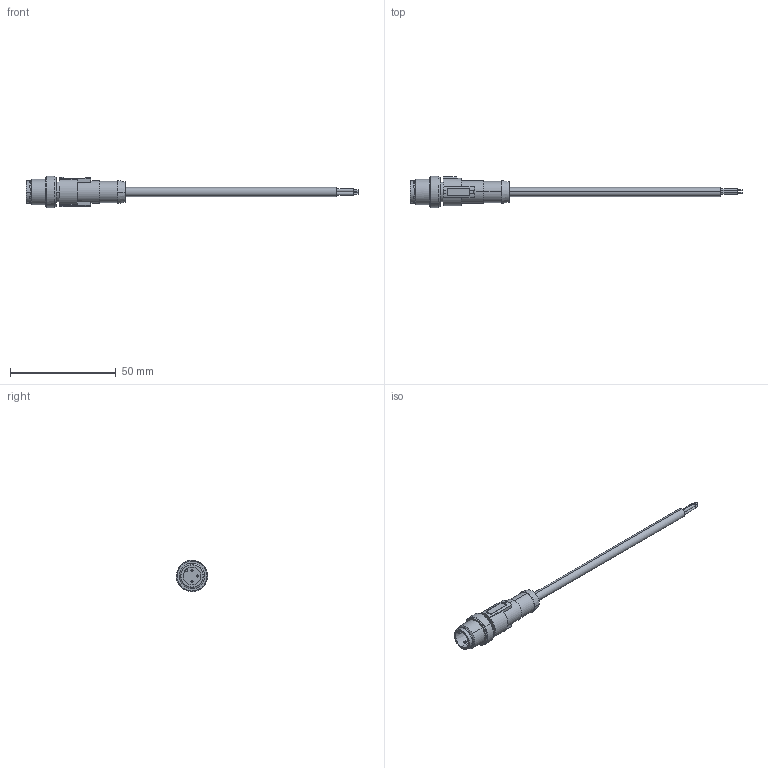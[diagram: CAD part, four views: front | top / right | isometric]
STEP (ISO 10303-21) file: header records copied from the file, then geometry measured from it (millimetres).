
FILE_DESCRIPTION(('SolidDesigner STEP Export'),'2;1');
FILE_NAME('1414434_SAC_3P_M12MS_1.5_PVC-select.stp','2015-02-06T10:45:12',(''),(''),'Creo Elements/Direct Modeling STEP processor for AP214 (Solid Model)','Creo Elements/Direct Modeling 18.1B 29-Sep-2012 (C) Parametric Technology GmbH','');
FILE_SCHEMA(('AUTOMOTIVE_DESIGN { 1 0 10303 214 1 1 1 1 }'));
Length unit declared in the file: millimetre
Products named in the file (2): 1414434_SAC_3P_M12MS_1.5_PVC-select
Assembly tree (1 placements, depth 2):
  1414434_SAC_3P_M12MS_1.5_PVC-select
    1414434_SAC_3P_M12MS_1.5_PVC-select
Bounding box: 156.8 x 14.79 x 14.79 mm (x, y, z)
Volume: 6086.2 mm3; surface area: 4028.5 mm2
Topology: 1 solids, 1 shells, 133 faces, 346 edges, 233 vertices
Faces by surface type: cylinder 57, plane 51, cone 25
Entity records: 6272 total; most frequent: CARTESIAN_POINT 2050, ORIENTED_EDGE 692, DIRECTION 571, EDGE_CURVE 346, VERTEX_POINT 233, AXIS2_PLACEMENT_3D 212, EDGE_LOOP 151, VECTOR 147
